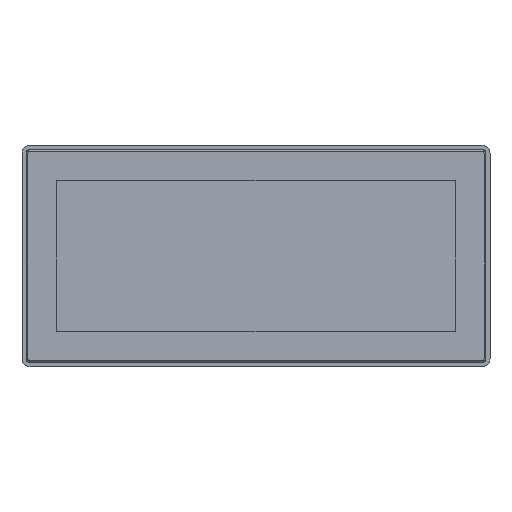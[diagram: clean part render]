
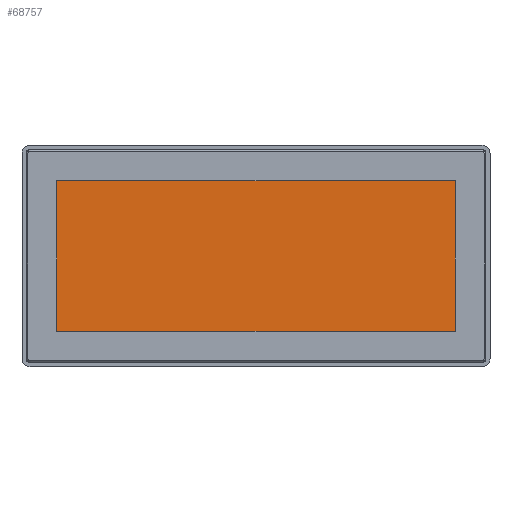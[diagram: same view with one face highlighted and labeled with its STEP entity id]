
A CAD part, top view. The second image highlights one B-rep face of the part: STEP entity #68757.
In plain terms, the highlighted planar face has unit normal (0, 0, 1).
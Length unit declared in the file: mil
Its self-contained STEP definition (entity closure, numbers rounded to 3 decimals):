
#2786 = VERTEX_POINT ( 'NONE', #161676 ) ;
#11340 = CARTESIAN_POINT ( 'NONE',  ( -5777.559, -2185.039, 19.685 ) ) ;
#11710 = CARTESIAN_POINT ( 'NONE',  ( -5777.559, 728.346, 19.685 ) ) ;
#13769 = VERTEX_POINT ( 'NONE', #129784 ) ;
#18357 = ORIENTED_EDGE ( 'NONE', *, *, #161658, .T. ) ;
#25289 = ORIENTED_EDGE ( 'NONE', *, *, #31406, .T. ) ;
#30984 = CARTESIAN_POINT ( 'NONE',  ( -5777.559, 2185.039, 19.685 ) ) ;
#31406 = EDGE_CURVE ( 'NONE', #13769, #117065, #201245, .T. ) ;
#44845 = CARTESIAN_POINT ( 'NONE',  ( 5777.559, -2185.039, 19.685 ) ) ;
#49471 = CARTESIAN_POINT ( 'NONE',  ( 5777.559, 728.346, 19.685 ) ) ;
#57698 = CARTESIAN_POINT ( 'NONE',  ( -5777.559, -2185.039, 19.685 ) ) ;
#59415 = ORIENTED_EDGE ( 'NONE', *, *, #74713, .T. ) ;
#61944 = CARTESIAN_POINT ( 'NONE',  ( -5777.559, 2185.039, 19.685 ) ) ;
#68757 = ADVANCED_FACE ( 'NONE', ( #93972 ), #205177, .T. ) ;
#74713 = EDGE_CURVE ( 'NONE', #2786, #13769, #191795, .T. ) ;
#76896 = CARTESIAN_POINT ( 'NONE',  ( -5777.559, -728.346, 19.685 ) ) ;
#78994 = CARTESIAN_POINT ( 'NONE',  ( 1925.853, -2185.039, 19.685 ) ) ;
#82205 = CARTESIAN_POINT ( 'NONE',  ( 5777.559, 2185.039, 19.685 ) ) ;
#87241 = VERTEX_POINT ( 'NONE', #119310 ) ;
#87305 = B_SPLINE_CURVE_WITH_KNOTS ( 'NONE', 3,
 ( #145713, #162783, #49471, #165938 ),
 .UNSPECIFIED., .F., .F.,
 ( 4, 4 ),
 ( 0., 1. ),
 .UNSPECIFIED. ) ;
#93193 = B_SPLINE_CURVE_WITH_KNOTS ( 'NONE', 3,
 ( #57698, #122892, #78994, #44845 ),
 .UNSPECIFIED., .F., .F.,
 ( 4, 4 ),
 ( 0., 1. ),
 .UNSPECIFIED. ) ;
#93972 = FACE_OUTER_BOUND ( 'NONE', #112629, .T. ) ;
#95094 = CARTESIAN_POINT ( 'NONE',  ( 1925.853, 2185.039, 19.685 ) ) ;
#106854 = CARTESIAN_POINT ( 'NONE',  ( -6651.575, -3078.74, 19.685 ) ) ;
#112629 = EDGE_LOOP ( 'NONE', ( #185141, #18357, #59415, #25289 ) ) ;
#117065 = VERTEX_POINT ( 'NONE', #11340 ) ;
#119310 = CARTESIAN_POINT ( 'NONE',  ( 5777.559, -2185.039, 19.685 ) ) ;
#122892 = CARTESIAN_POINT ( 'NONE',  ( -1925.853, -2185.039, 19.685 ) ) ;
#126046 = CARTESIAN_POINT ( 'NONE',  ( -5777.559, -2185.039, 19.685 ) ) ;
#126678 = EDGE_CURVE ( 'NONE', #117065, #87241, #93193, .T. ) ;
#129784 = CARTESIAN_POINT ( 'NONE',  ( -5777.559, 2185.039, 19.685 ) ) ;
#145713 = CARTESIAN_POINT ( 'NONE',  ( 5777.559, -2185.039, 19.685 ) ) ;
#157285 = AXIS2_PLACEMENT_3D ( 'NONE', #106854, #191280, #190230 ) ;
#161658 = EDGE_CURVE ( 'NONE', #87241, #2786, #87305, .T. ) ;
#161676 = CARTESIAN_POINT ( 'NONE',  ( 5777.559, 2185.039, 19.685 ) ) ;
#162397 = CARTESIAN_POINT ( 'NONE',  ( -1925.853, 2185.039, 19.685 ) ) ;
#162783 = CARTESIAN_POINT ( 'NONE',  ( 5777.559, -728.346, 19.685 ) ) ;
#165938 = CARTESIAN_POINT ( 'NONE',  ( 5777.559, 2185.039, 19.685 ) ) ;
#185141 = ORIENTED_EDGE ( 'NONE', *, *, #126678, .T. ) ;
#190230 = DIRECTION ( 'NONE',  ( 1., 0., 0. ) ) ;
#191280 = DIRECTION ( 'NONE',  ( 0., 0., 1. ) ) ;
#191795 = B_SPLINE_CURVE_WITH_KNOTS ( 'NONE', 3,
 ( #82205, #95094, #162397, #30984 ),
 .UNSPECIFIED., .F., .F.,
 ( 4, 4 ),
 ( 0., 1. ),
 .UNSPECIFIED. ) ;
#201245 = B_SPLINE_CURVE_WITH_KNOTS ( 'NONE', 3,
 ( #61944, #11710, #76896, #126046 ),
 .UNSPECIFIED., .F., .F.,
 ( 4, 4 ),
 ( 0., 1. ),
 .UNSPECIFIED. ) ;
#205177 = PLANE ( 'NONE',  #157285 ) ;
